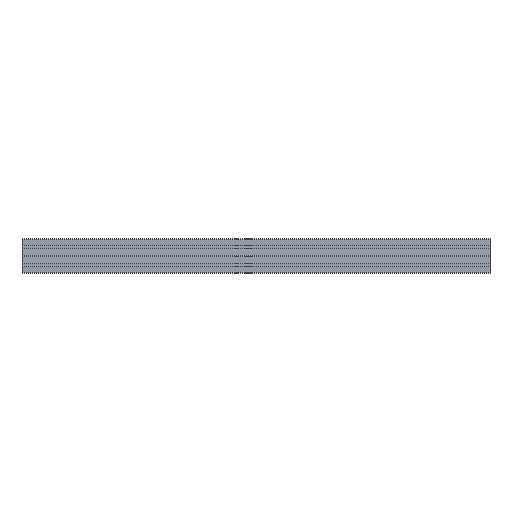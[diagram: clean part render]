
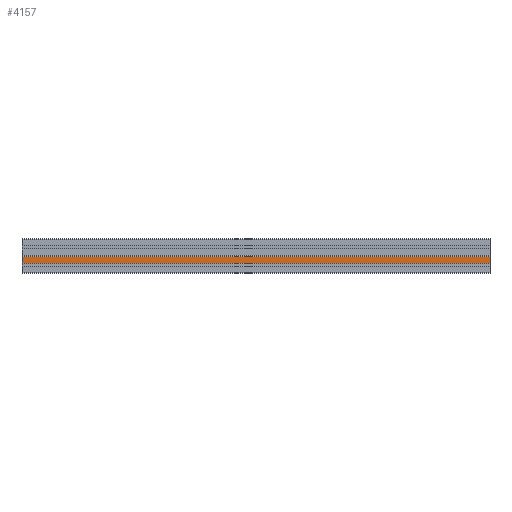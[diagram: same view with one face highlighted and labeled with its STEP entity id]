
A CAD part, front view. The second image highlights one B-rep face of the part: STEP entity #4157.
In plain terms, the highlighted planar face has unit normal (0, -1, 0).
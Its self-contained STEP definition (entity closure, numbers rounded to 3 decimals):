
#261=FACE_OUTER_BOUND('',#477,.T.);
#477=EDGE_LOOP('',(#3443,#3444,#3445,#3446));
#740=LINE('',#5868,#1196);
#1059=LINE('',#6778,#1515);
#1060=LINE('',#6781,#1516);
#1061=LINE('',#6782,#1517);
#1196=VECTOR('',#4644,1.);
#1515=VECTOR('',#5525,1.);
#1516=VECTOR('',#5528,1.);
#1517=VECTOR('',#5529,1.);
#1663=VERTEX_POINT('',#5865);
#1664=VERTEX_POINT('',#5867);
#1974=VERTEX_POINT('',#6776);
#1975=VERTEX_POINT('',#6780);
#2076=EDGE_CURVE('',#1663,#1664,#740,.T.);
#2531=EDGE_CURVE('',#1974,#1664,#1059,.T.);
#2532=EDGE_CURVE('',#1975,#1974,#1060,.T.);
#2533=EDGE_CURVE('',#1975,#1663,#1061,.T.);
#3443=ORIENTED_EDGE('',*,*,#2532,.T.);
#3444=ORIENTED_EDGE('',*,*,#2531,.T.);
#3445=ORIENTED_EDGE('',*,*,#2076,.F.);
#3446=ORIENTED_EDGE('',*,*,#2533,.F.);
#3965=PLANE('',#4512);
#4157=ADVANCED_FACE('',(#261),#3965,.T.);
#4512=AXIS2_PLACEMENT_3D('',#6779,#5526,#5527);
#4644=DIRECTION('',(0.,0.,-1.));
#5525=DIRECTION('',(1.,0.,0.));
#5526=DIRECTION('center_axis',(0.,-1.,0.));
#5527=DIRECTION('ref_axis',(0.,0.,-1.));
#5528=DIRECTION('',(0.,0.,-1.));
#5529=DIRECTION('',(1.,0.,0.));
#5865=CARTESIAN_POINT('',(1219.2,0.,42.984));
#5867=CARTESIAN_POINT('',(1219.2,0.,26.647));
#5868=CARTESIAN_POINT('',(1219.2,0.,42.984));
#6776=CARTESIAN_POINT('',(0.,0.,26.647));
#6778=CARTESIAN_POINT('',(0.,0.,26.647));
#6779=CARTESIAN_POINT('Origin',(0.,0.,42.984));
#6780=CARTESIAN_POINT('',(0.,0.,42.984));
#6781=CARTESIAN_POINT('',(0.,0.,42.984));
#6782=CARTESIAN_POINT('',(0.,0.,42.984));
